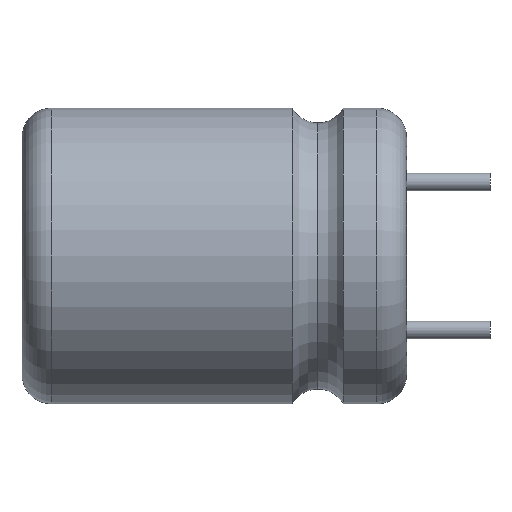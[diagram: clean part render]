
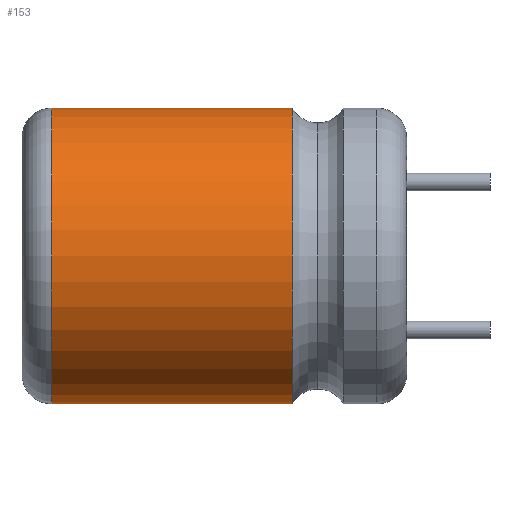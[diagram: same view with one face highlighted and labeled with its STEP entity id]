
A CAD part, left-side view. The second image highlights one B-rep face of the part: STEP entity #153.
In plain terms, the highlighted cylindrical face has radius 5 mm (diameter 10 mm), a partial arc.
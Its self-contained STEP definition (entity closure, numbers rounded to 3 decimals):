
#13 = VERTEX_POINT ( 'NONE', #472 ) ;
#49 = EDGE_CURVE ( 'NONE', #13, #64, #644, .T. ) ;
#64 = VERTEX_POINT ( 'NONE', #673 ) ;
#106 = EDGE_CURVE ( 'NONE', #126, #188, #807, .T. ) ;
#111 = ORIENTED_EDGE ( 'NONE', *, *, #183, .F. ) ;
#114 = EDGE_LOOP ( 'NONE', ( #111, #152, #154, #259 ) ) ;
#126 = VERTEX_POINT ( 'NONE', #921 ) ;
#129 = EDGE_CURVE ( 'NONE', #64, #188, #926, .T. ) ;
#152 = ORIENTED_EDGE ( 'NONE', *, *, #49, .T. ) ;
#153 = ADVANCED_FACE ( 'NONE', ( #862 ), #854, .T. ) ;
#154 = ORIENTED_EDGE ( 'NONE', *, *, #129, .T. ) ;
#183 = EDGE_CURVE ( 'NONE', #13, #126, #1024, .T. ) ;
#188 = VERTEX_POINT ( 'NONE', #1027 ) ;
#259 = ORIENTED_EDGE ( 'NONE', *, *, #106, .F. ) ;
#472 = CARTESIAN_POINT ( 'NONE',  ( 0., 3.866, -5. ) ) ;
#631 = DIRECTION ( 'NONE',  ( 0., 0., 1. ) ) ;
#632 = DIRECTION ( 'NONE',  ( 0., 1., 0. ) ) ;
#633 = AXIS2_PLACEMENT_3D ( 'NONE', #650, #632, #631 ) ;
#644 = CIRCLE ( 'NONE', #633, 5. ) ;
#650 = CARTESIAN_POINT ( 'NONE',  ( 0., 3.866, 0. ) ) ;
#673 = CARTESIAN_POINT ( 'NONE',  ( 0., 3.866, 5. ) ) ;
#763 = AXIS2_PLACEMENT_3D ( 'NONE', #803, #802, #801 ) ;
#801 = DIRECTION ( 'NONE',  ( 0., 0., 1. ) ) ;
#802 = DIRECTION ( 'NONE',  ( 0., 1., 0. ) ) ;
#803 = CARTESIAN_POINT ( 'NONE',  ( 0., 12., 0. ) ) ;
#807 = CIRCLE ( 'NONE', #763, 5. ) ;
#839 = DIRECTION ( 'NONE',  ( 0., 1., 0. ) ) ;
#840 = VECTOR ( 'NONE', #839, 1000. ) ;
#841 = CARTESIAN_POINT ( 'NONE',  ( 0., 13.8, 5. ) ) ;
#851 = DIRECTION ( 'NONE',  ( 0., 0., 1. ) ) ;
#852 = DIRECTION ( 'NONE',  ( 0., 1., 0. ) ) ;
#853 = AXIS2_PLACEMENT_3D ( 'NONE', #865, #852, #851 ) ;
#854 = CYLINDRICAL_SURFACE ( 'NONE', #853, 5. ) ;
#862 = FACE_OUTER_BOUND ( 'NONE', #114, .T. ) ;
#865 = CARTESIAN_POINT ( 'NONE',  ( 0., 13.8, 0. ) ) ;
#921 = CARTESIAN_POINT ( 'NONE',  ( 0., 12., -5. ) ) ;
#926 = LINE ( 'NONE', #841, #840 ) ;
#956 = DIRECTION ( 'NONE',  ( 0., 1., 0. ) ) ;
#1023 = CARTESIAN_POINT ( 'NONE',  ( 0., 13.8, -5. ) ) ;
#1024 = LINE ( 'NONE', #1023, #1042 ) ;
#1027 = CARTESIAN_POINT ( 'NONE',  ( 0., 12., 5. ) ) ;
#1042 = VECTOR ( 'NONE', #956, 1000. ) ;
